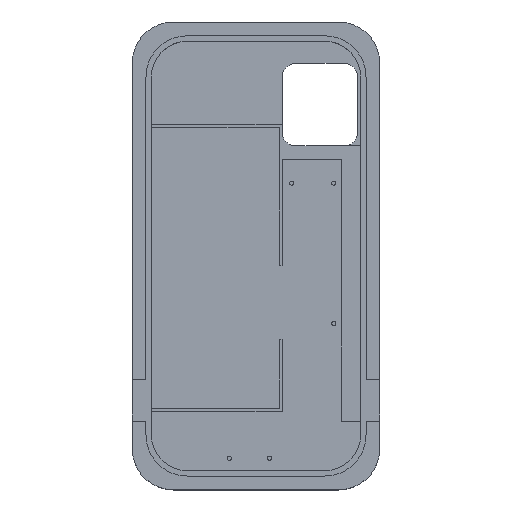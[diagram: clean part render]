
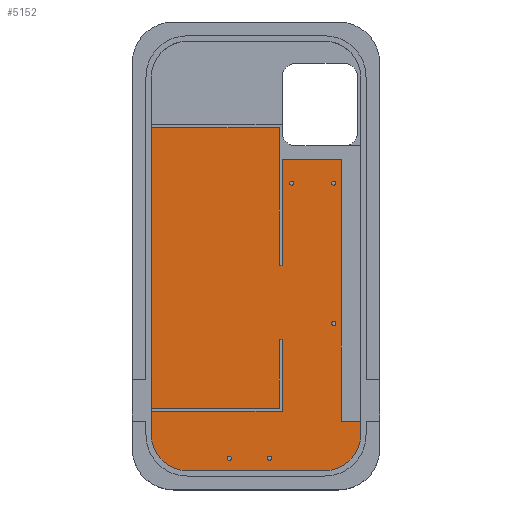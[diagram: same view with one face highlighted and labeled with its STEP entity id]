
A CAD part, top view. The second image highlights one B-rep face of the part: STEP entity #5152.
In plain terms, the highlighted planar face has unit normal (0, 0, 1).
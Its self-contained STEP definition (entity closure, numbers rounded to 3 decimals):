
#53=CIRCLE('',#5339,0.75);
#55=CIRCLE('',#5343,0.75);
#57=CIRCLE('',#5347,0.75);
#59=CIRCLE('',#5351,0.75);
#61=CIRCLE('',#5355,0.75);
#65=CIRCLE('',#5365,13.);
#66=CIRCLE('',#5366,13.);
#99=FACE_BOUND('',#775,.T.);
#100=FACE_BOUND('',#776,.T.);
#101=FACE_BOUND('',#777,.T.);
#102=FACE_BOUND('',#778,.T.);
#103=FACE_BOUND('',#779,.T.);
#224=PLANE('',#5364);
#485=FACE_OUTER_BOUND('',#774,.T.);
#774=EDGE_LOOP('',(#4541,#4542,#4543,#4544,#4545,#4546,#4547,#4548,#4549,
#4550,#4551,#4552));
#775=EDGE_LOOP('',(#4553));
#776=EDGE_LOOP('',(#4554));
#777=EDGE_LOOP('',(#4555));
#778=EDGE_LOOP('',(#4556));
#779=EDGE_LOOP('',(#4557));
#1235=LINE('',#9386,#1743);
#1239=LINE('',#9395,#1747);
#1243=LINE('',#9402,#1751);
#1249=LINE('',#9418,#1757);
#1250=LINE('',#9420,#1758);
#1251=LINE('',#9422,#1759);
#1252=LINE('',#9424,#1760);
#1253=LINE('',#9426,#1761);
#1254=LINE('',#9430,#1762);
#1255=LINE('',#9433,#1763);
#1743=VECTOR('',#6124,10.);
#1747=VECTOR('',#6130,10.);
#1751=VECTOR('',#6136,10.);
#1757=VECTOR('',#6150,10.);
#1758=VECTOR('',#6151,10.);
#1759=VECTOR('',#6152,10.);
#1760=VECTOR('',#6153,10.);
#1761=VECTOR('',#6154,10.);
#1762=VECTOR('',#6157,10.);
#1763=VECTOR('',#6160,10.);
#2468=VERTEX_POINT('',#9349);
#2470=VERTEX_POINT('',#9356);
#2472=VERTEX_POINT('',#9363);
#2474=VERTEX_POINT('',#9370);
#2476=VERTEX_POINT('',#9377);
#2478=VERTEX_POINT('',#9384);
#2479=VERTEX_POINT('',#9385);
#2482=VERTEX_POINT('',#9393);
#2483=VERTEX_POINT('',#9394);
#2491=VERTEX_POINT('',#9417);
#2492=VERTEX_POINT('',#9419);
#2493=VERTEX_POINT('',#9421);
#2494=VERTEX_POINT('',#9423);
#2495=VERTEX_POINT('',#9425);
#2496=VERTEX_POINT('',#9427);
#2497=VERTEX_POINT('',#9429);
#2498=VERTEX_POINT('',#9431);
#3172=EDGE_CURVE('',#2468,#2468,#53,.T.);
#3175=EDGE_CURVE('',#2470,#2470,#55,.T.);
#3178=EDGE_CURVE('',#2472,#2472,#57,.T.);
#3181=EDGE_CURVE('',#2474,#2474,#59,.T.);
#3184=EDGE_CURVE('',#2476,#2476,#61,.T.);
#3187=EDGE_CURVE('',#2478,#2479,#1235,.T.);
#3191=EDGE_CURVE('',#2482,#2483,#1239,.T.);
#3195=EDGE_CURVE('',#2483,#2478,#1243,.T.);
#3203=EDGE_CURVE('',#2479,#2491,#1249,.T.);
#3204=EDGE_CURVE('',#2491,#2492,#1250,.T.);
#3205=EDGE_CURVE('',#2492,#2493,#1251,.T.);
#3206=EDGE_CURVE('',#2493,#2494,#1252,.T.);
#3207=EDGE_CURVE('',#2494,#2495,#1253,.T.);
#3208=EDGE_CURVE('',#2495,#2496,#65,.T.);
#3209=EDGE_CURVE('',#2496,#2497,#1254,.T.);
#3210=EDGE_CURVE('',#2497,#2498,#66,.T.);
#3211=EDGE_CURVE('',#2498,#2482,#1255,.T.);
#4541=ORIENTED_EDGE('',*,*,#3191,.T.);
#4542=ORIENTED_EDGE('',*,*,#3195,.T.);
#4543=ORIENTED_EDGE('',*,*,#3187,.T.);
#4544=ORIENTED_EDGE('',*,*,#3203,.T.);
#4545=ORIENTED_EDGE('',*,*,#3204,.T.);
#4546=ORIENTED_EDGE('',*,*,#3205,.T.);
#4547=ORIENTED_EDGE('',*,*,#3206,.T.);
#4548=ORIENTED_EDGE('',*,*,#3207,.T.);
#4549=ORIENTED_EDGE('',*,*,#3208,.T.);
#4550=ORIENTED_EDGE('',*,*,#3209,.T.);
#4551=ORIENTED_EDGE('',*,*,#3210,.T.);
#4552=ORIENTED_EDGE('',*,*,#3211,.T.);
#4553=ORIENTED_EDGE('',*,*,#3184,.T.);
#4554=ORIENTED_EDGE('',*,*,#3178,.T.);
#4555=ORIENTED_EDGE('',*,*,#3181,.T.);
#4556=ORIENTED_EDGE('',*,*,#3175,.T.);
#4557=ORIENTED_EDGE('',*,*,#3172,.T.);
#5152=ADVANCED_FACE('',(#485,#99,#100,#101,#102,#103),#224,.T.);
#5339=AXIS2_PLACEMENT_3D('',#9350,#6079,#6080);
#5343=AXIS2_PLACEMENT_3D('',#9357,#6088,#6089);
#5347=AXIS2_PLACEMENT_3D('',#9364,#6097,#6098);
#5351=AXIS2_PLACEMENT_3D('',#9371,#6106,#6107);
#5355=AXIS2_PLACEMENT_3D('',#9378,#6115,#6116);
#5364=AXIS2_PLACEMENT_3D('',#9416,#6148,#6149);
#5365=AXIS2_PLACEMENT_3D('',#9428,#6155,#6156);
#5366=AXIS2_PLACEMENT_3D('',#9432,#6158,#6159);
#6079=DIRECTION('center_axis',(0.,0.,-1.));
#6080=DIRECTION('ref_axis',(-1.,0.,0.));
#6088=DIRECTION('center_axis',(0.,0.,-1.));
#6089=DIRECTION('ref_axis',(-1.,0.,0.));
#6097=DIRECTION('center_axis',(0.,0.,-1.));
#6098=DIRECTION('ref_axis',(-1.,0.,0.));
#6106=DIRECTION('center_axis',(0.,0.,-1.));
#6107=DIRECTION('ref_axis',(-1.,0.,0.));
#6115=DIRECTION('center_axis',(0.,0.,-1.));
#6116=DIRECTION('ref_axis',(-1.,0.,0.));
#6124=DIRECTION('',(-1.,0.,0.));
#6130=DIRECTION('',(-1.,0.,0.));
#6136=DIRECTION('',(0.,1.,0.));
#6148=DIRECTION('center_axis',(0.,0.,1.));
#6149=DIRECTION('ref_axis',(1.,0.,0.));
#6150=DIRECTION('',(0.,-1.,0.));
#6151=DIRECTION('',(-1.,0.,0.));
#6152=DIRECTION('',(0.,1.,0.));
#6153=DIRECTION('',(-1.,0.,0.));
#6154=DIRECTION('',(0.,-1.,0.));
#6155=DIRECTION('center_axis',(0.,0.,1.));
#6156=DIRECTION('ref_axis',(-1.,0.,0.));
#6157=DIRECTION('',(1.,0.,0.));
#6158=DIRECTION('center_axis',(0.,0.,1.));
#6159=DIRECTION('ref_axis',(0.,-1.,0.));
#6160=DIRECTION('',(0.,1.,0.));
#9349=CARTESIAN_POINT('',(74.,60.5,3.));
#9350=CARTESIAN_POINT('Origin',(73.25,60.5,3.));
#9356=CARTESIAN_POINT('',(50.65,11.5,3.));
#9357=CARTESIAN_POINT('Origin',(49.9,11.5,3.));
#9363=CARTESIAN_POINT('',(58.75,111.5,3.));
#9364=CARTESIAN_POINT('Origin',(58.,111.5,3.));
#9370=CARTESIAN_POINT('',(74.,111.5,3.));
#9371=CARTESIAN_POINT('Origin',(73.25,111.5,3.));
#9377=CARTESIAN_POINT('',(36.05,11.5,3.));
#9378=CARTESIAN_POINT('Origin',(35.3,11.5,3.));
#9384=CARTESIAN_POINT('',(76.,120.,3.));
#9385=CARTESIAN_POINT('',(54.5,120.,3.));
#9386=CARTESIAN_POINT('',(49.75,120.,3.));
#9393=CARTESIAN_POINT('',(83.,25.,3.));
#9394=CARTESIAN_POINT('',(76.,25.,3.));
#9395=CARTESIAN_POINT('',(60.5,25.,3.));
#9402=CARTESIAN_POINT('',(76.,102.5,3.));
#9416=CARTESIAN_POINT('Origin',(45.,85.,3.));
#9417=CARTESIAN_POINT('',(54.5,81.647,3.));
#9418=CARTESIAN_POINT('',(54.5,83.323,3.));
#9419=CARTESIAN_POINT('',(53.5,81.647,3.));
#9420=CARTESIAN_POINT('',(49.25,81.647,3.));
#9421=CARTESIAN_POINT('',(53.5,131.647,3.));
#9422=CARTESIAN_POINT('',(53.5,108.323,3.));
#9423=CARTESIAN_POINT('',(7.,131.647,3.));
#9424=CARTESIAN_POINT('',(26.,131.647,3.));
#9425=CARTESIAN_POINT('',(7.,20.,3.));
#9426=CARTESIAN_POINT('',(7.,52.5,3.));
#9427=CARTESIAN_POINT('',(20.,7.,3.));
#9428=CARTESIAN_POINT('Origin',(20.,20.,3.));
#9429=CARTESIAN_POINT('',(70.,7.,3.));
#9430=CARTESIAN_POINT('',(57.5,7.,3.));
#9431=CARTESIAN_POINT('',(83.,20.,3.));
#9432=CARTESIAN_POINT('Origin',(70.,20.,3.));
#9433=CARTESIAN_POINT('',(83.,117.5,3.));
